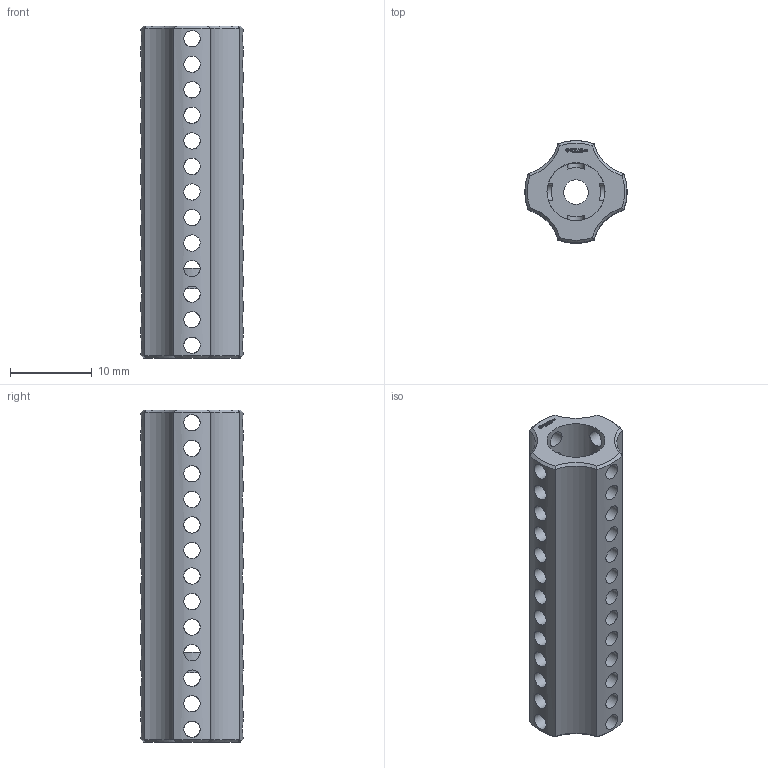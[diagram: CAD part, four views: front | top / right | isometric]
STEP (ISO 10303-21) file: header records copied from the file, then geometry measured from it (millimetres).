
FILE_DESCRIPTION(('FreeCAD Model'),'2;1');
FILE_NAME('Open CASCADE Shape Model','2024-02-18T14:24:20',(''),(''), 'Open CASCADE STEP processor 7.6','FreeCAD','Unknown');
FILE_SCHEMA(('AUTOMOTIVE_DESIGN { 1 0 10303 214 1 1 1 1 }'));
Length unit declared in the file: millimetre
Products named in the file (1): Power-Transmission Hub PLN IDX FRE TTMotor BU03.25 - SPN-PTH-0248 
(stemfie.org)
Bounding box: 12.5 x 12.5 x 40.62 mm (x, y, z)
Volume: 2419.1 mm3; surface area: 3270.7 mm2
Topology: 1 solids, 1 shells, 558 faces, 1637 edges, 1094 vertices
Faces by surface type: plane 324, extrusion 140, cylinder 72, cone 22
Full cylindrical faces by diameter (mm): 2 x52, 3 x1, 7.1 x1
Entity records: 57784 total; most frequent: CARTESIAN_POINT 26898, DIRECTION 4835, VECTOR 3773, LINE 3633, ORIENTED_EDGE 3274, PCURVE 3274, DEFINITIONAL_REPRESENTATION 3274, EDGE_CURVE 1637
